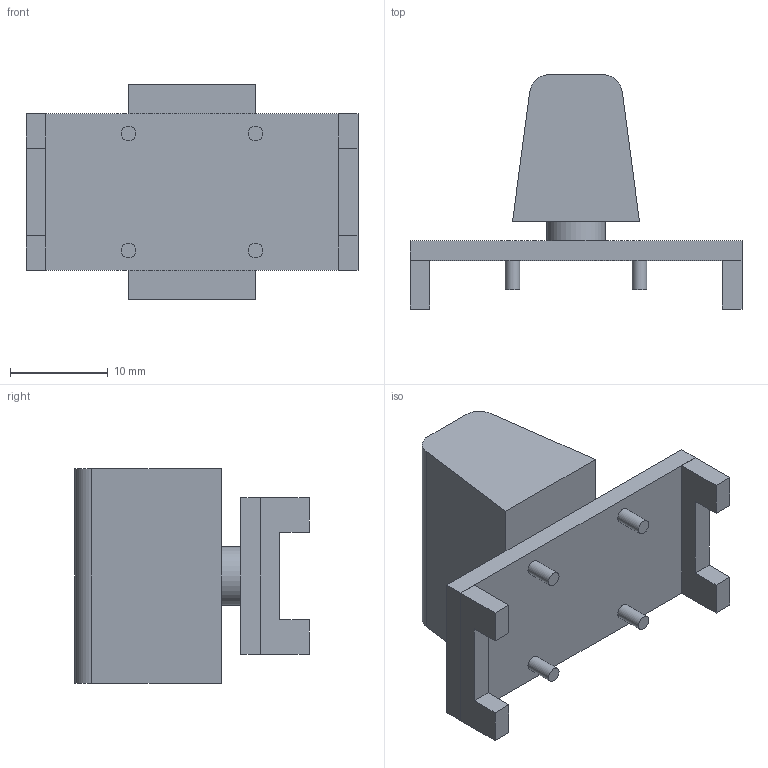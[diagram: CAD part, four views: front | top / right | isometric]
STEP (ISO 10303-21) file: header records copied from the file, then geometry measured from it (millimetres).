
FILE_DESCRIPTION(/* description */ (''),/* implementation_level */ '2;1');
FILE_NAME(/* name */ 'fadercap v1.stp',/* time_stamp */ '2021-10-12T21:19:58+01:00',/* author */ (''),/* organization */ (''),/* preprocessor_version */ 'ST-DEVELOPER v18.1',/* originating_system */ 'Autodesk Translation Framework v10.10.0.1391',/* authorisation */ '');
FILE_SCHEMA (('AUTOMOTIVE_DESIGN { 1 0 10303 214 3 1 1 }'));
Length unit declared in the file: millimetre
Products named in the file (1): fadercap
Bounding box: 34 x 24 x 22 mm (x, y, z)
Volume: 4980.2 mm3; surface area: 3193.6 mm2
Topology: 7 solids, 7 shells, 47 faces, 93 edges, 62 vertices
Faces by surface type: plane 40, cylinder 7
Full cylindrical faces by diameter (mm): 1.5 x4, 6 x1
Entity records: 1228 total; most frequent: DIRECTION 203, CARTESIAN_POINT 203, ORIENTED_EDGE 186, EDGE_CURVE 93, LINE 79, VECTOR 79, VERTEX_POINT 62, AXIS2_PLACEMENT_3D 62
